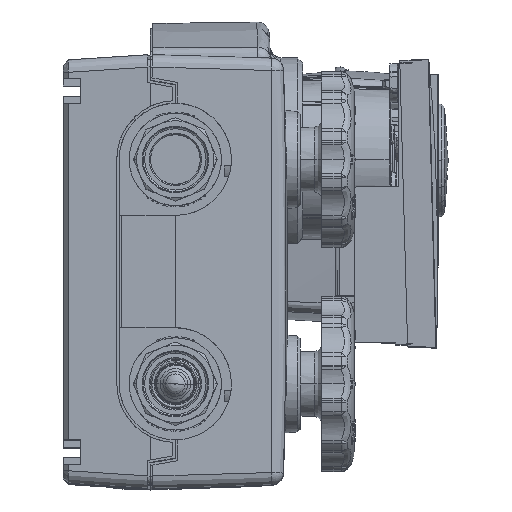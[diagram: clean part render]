
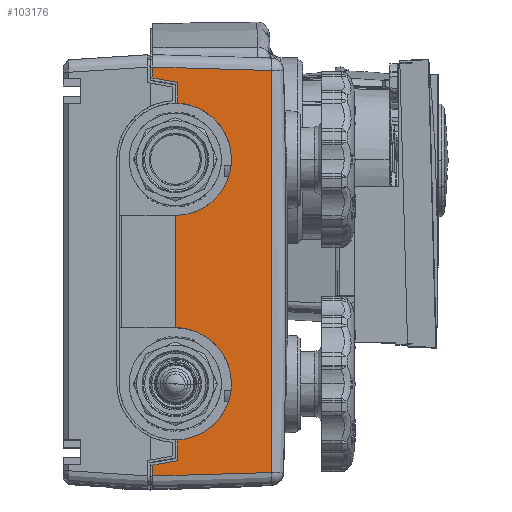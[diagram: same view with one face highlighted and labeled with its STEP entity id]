
A CAD part, top view. The second image highlights one B-rep face of the part: STEP entity #103176.
In plain terms, the highlighted planar face has unit normal (0.035, 0, 0.999).
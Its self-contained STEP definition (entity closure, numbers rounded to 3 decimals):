
#103071=AXIS2_PLACEMENT_3D('Plane Axis2P3D',#103068,#103069,#103070) ;
#100605=CARTESIAN_POINT('Vertex',(-9.,77.602,153.914)) ;
#100608=CARTESIAN_POINT('Line Origine',(-9.,79.798,153.914)) ;
#100612=CARTESIAN_POINT('Vertex',(-9.,81.993,153.914)) ;
#100892=CARTESIAN_POINT('Vertex',(-9.,-81.993,153.914)) ;
#100895=CARTESIAN_POINT('Line Origine',(-9.,-79.797,153.914)) ;
#100899=CARTESIAN_POINT('Vertex',(-9.,-77.602,153.914)) ;
#103053=CARTESIAN_POINT('Vertex',(1.,75.839,153.565)) ;
#103056=CARTESIAN_POINT('Line Origine',(-4.,76.721,153.74)) ;
#103068=CARTESIAN_POINT('Axis2P3D Location',(0.,0.,153.6)) ;
#103073=CARTESIAN_POINT('Line Origine',(1.,0.,153.565)) ;
#103077=CARTESIAN_POINT('Vertex',(1.,-75.839,153.565)) ;
#103079=CARTESIAN_POINT('Vertex',(1.,-67.478,153.565)) ;
#103083=CARTESIAN_POINT('Control Point',(-9.,-77.602,153.914)) ;
#103084=CARTESIAN_POINT('Control Point',(1.,-75.839,153.565)) ;
#103087=CARTESIAN_POINT('Control Point',(-9.,-81.993,153.914)) ;
#103088=CARTESIAN_POINT('Control Point',(6.855,-81.849,153.361)) ;
#103089=CARTESIAN_POINT('Control Point',(22.709,-81.39,152.807)) ;
#103090=CARTESIAN_POINT('Control Point',(38.545,-80.615,152.254)) ;
#103091=CARTESIAN_POINT('Vertex',(38.545,-80.615,152.254)) ;
#103095=CARTESIAN_POINT('Control Point',(38.545,-80.615,152.254)) ;
#103096=CARTESIAN_POINT('Control Point',(40.717,-26.901,152.178)) ;
#103097=CARTESIAN_POINT('Control Point',(40.717,26.901,152.178)) ;
#103098=CARTESIAN_POINT('Control Point',(38.545,80.615,152.254)) ;
#103099=CARTESIAN_POINT('Vertex',(38.545,80.615,152.254)) ;
#103103=CARTESIAN_POINT('Control Point',(38.545,80.615,152.254)) ;
#103104=CARTESIAN_POINT('Control Point',(22.708,81.39,152.807)) ;
#103105=CARTESIAN_POINT('Control Point',(6.854,81.849,153.361)) ;
#103106=CARTESIAN_POINT('Control Point',(-9.,81.993,153.914)) ;
#103108=CARTESIAN_POINT('Line Origine',(1.,0.,153.565)) ;
#103112=CARTESIAN_POINT('Vertex',(1.,67.478,153.565)) ;
#103116=CARTESIAN_POINT('Control Point',(22.5,45.,152.814)) ;
#103117=CARTESIAN_POINT('Control Point',(22.5,51.871,152.814)) ;
#103118=CARTESIAN_POINT('Control Point',(19.884,58.747,152.906)) ;
#103119=CARTESIAN_POINT('Control Point',(14.608,64.258,153.09)) ;
#103120=CARTESIAN_POINT('Control Point',(7.86,67.173,153.326)) ;
#103121=CARTESIAN_POINT('Control Point',(1.,67.478,153.565)) ;
#103122=CARTESIAN_POINT('Vertex',(22.5,45.,152.814)) ;
#103126=CARTESIAN_POINT('Control Point',(0.,22.5,153.6)) ;
#103127=CARTESIAN_POINT('Control Point',(7.066,22.5,153.353)) ;
#103128=CARTESIAN_POINT('Control Point',(14.139,25.266,153.106)) ;
#103129=CARTESIAN_POINT('Control Point',(19.73,30.852,152.911)) ;
#103130=CARTESIAN_POINT('Control Point',(22.5,37.929,152.814)) ;
#103131=CARTESIAN_POINT('Control Point',(22.5,45.,152.814)) ;
#103132=CARTESIAN_POINT('Vertex',(0.,22.5,153.6)) ;
#103135=CARTESIAN_POINT('Line Origine',(0.,0.,153.6)) ;
#103139=CARTESIAN_POINT('Vertex',(0.,-22.5,153.6)) ;
#103143=CARTESIAN_POINT('Control Point',(22.5,-45.,152.814)) ;
#103144=CARTESIAN_POINT('Control Point',(22.5,-37.929,152.814)) ;
#103145=CARTESIAN_POINT('Control Point',(19.73,-30.851,152.911)) ;
#103146=CARTESIAN_POINT('Control Point',(14.139,-25.266,153.106)) ;
#103147=CARTESIAN_POINT('Control Point',(7.066,-22.5,153.353)) ;
#103148=CARTESIAN_POINT('Control Point',(0.,-22.5,153.6)) ;
#103149=CARTESIAN_POINT('Vertex',(22.5,-45.,152.814)) ;
#103153=CARTESIAN_POINT('Control Point',(1.,-67.478,153.565)) ;
#103154=CARTESIAN_POINT('Control Point',(7.86,-67.173,153.326)) ;
#103155=CARTESIAN_POINT('Control Point',(14.608,-64.258,153.09)) ;
#103156=CARTESIAN_POINT('Control Point',(19.884,-58.747,152.906)) ;
#103157=CARTESIAN_POINT('Control Point',(22.5,-51.871,152.814)) ;
#103158=CARTESIAN_POINT('Control Point',(22.5,-45.,152.814)) ;
#100609=DIRECTION('Vector Direction',(0.,-1.,0.)) ;
#100896=DIRECTION('Vector Direction',(0.,1.,0.)) ;
#103057=DIRECTION('Vector Direction',(0.984,-0.174,-0.034)) ;
#103069=DIRECTION('Axis2P3D Direction',(0.035,0.,0.999)) ;
#103070=DIRECTION('Axis2P3D XDirection',(0.,-1.,0.)) ;
#103074=DIRECTION('Vector Direction',(0.,-1.,0.)) ;
#103109=DIRECTION('Vector Direction',(0.,-1.,0.)) ;
#103136=DIRECTION('Vector Direction',(0.,-1.,0.)) ;
#100610=VECTOR('Line Direction',#100609,1.) ;
#100897=VECTOR('Line Direction',#100896,1.) ;
#103058=VECTOR('Line Direction',#103057,1.) ;
#103075=VECTOR('Line Direction',#103074,1.) ;
#103110=VECTOR('Line Direction',#103109,1.) ;
#103137=VECTOR('Line Direction',#103136,1.) ;
#103161=ORIENTED_EDGE('',*,*,#103081,.F.) ;
#103162=ORIENTED_EDGE('',*,*,#103085,.F.) ;
#103163=ORIENTED_EDGE('',*,*,#100901,.F.) ;
#103164=ORIENTED_EDGE('',*,*,#103093,.F.) ;
#103165=ORIENTED_EDGE('',*,*,#103101,.F.) ;
#103166=ORIENTED_EDGE('',*,*,#103107,.F.) ;
#103167=ORIENTED_EDGE('',*,*,#100614,.T.) ;
#103168=ORIENTED_EDGE('',*,*,#103060,.T.) ;
#103169=ORIENTED_EDGE('',*,*,#103114,.F.) ;
#103170=ORIENTED_EDGE('',*,*,#103124,.F.) ;
#103171=ORIENTED_EDGE('',*,*,#103134,.F.) ;
#103172=ORIENTED_EDGE('',*,*,#103141,.F.) ;
#103173=ORIENTED_EDGE('',*,*,#103151,.F.) ;
#103174=ORIENTED_EDGE('',*,*,#103159,.F.) ;
#103176=ADVANCED_FACE('PartBody',(#103175),#103072,.T.) ;
#103082=B_SPLINE_CURVE_WITH_KNOTS('',1,(#103083,#103084),.UNSPECIFIED.,.F.,.U.,(2,2),(-5.08,5.08),.UNSPECIFIED.) ;
#103086=B_SPLINE_CURVE_WITH_KNOTS('',3,(#103087,#103088,#103089,#103090),.UNSPECIFIED.,.F.,.U.,(4,4),(17.016,84.464),.UNSPECIFIED.) ;
#103094=B_SPLINE_CURVE_WITH_KNOTS('',3,(#103095,#103096,#103097,#103098),.UNSPECIFIED.,.F.,.U.,(4,4),(54.97,283.332),.UNSPECIFIED.) ;
#103102=B_SPLINE_CURVE_WITH_KNOTS('',3,(#103103,#103104,#103105,#103106),.UNSPECIFIED.,.F.,.U.,(4,4),(24.965,92.412),.UNSPECIFIED.) ;
#103115=B_SPLINE_CURVE_WITH_KNOTS('',5,(#103116,#103117,#103118,#103119,#103120,#103121),.UNSPECIFIED.,.F.,.U.,(6,6),(0.,48.582),.UNSPECIFIED.) ;
#103125=B_SPLINE_CURVE_WITH_KNOTS('',5,(#103126,#103127,#103128,#103129,#103130,#103131),.UNSPECIFIED.,.F.,.U.,(6,6),(0.,49.997),.UNSPECIFIED.) ;
#103142=B_SPLINE_CURVE_WITH_KNOTS('',5,(#103143,#103144,#103145,#103146,#103147,#103148),.UNSPECIFIED.,.F.,.U.,(6,6),(0.,49.997),.UNSPECIFIED.) ;
#103152=B_SPLINE_CURVE_WITH_KNOTS('',5,(#103153,#103154,#103155,#103156,#103157,#103158),.UNSPECIFIED.,.F.,.U.,(6,6),(1.416,49.997),.UNSPECIFIED.) ;
#100614=EDGE_CURVE('',#100613,#100606,#100611,.T.) ;
#100901=EDGE_CURVE('',#100893,#100900,#100898,.T.) ;
#103060=EDGE_CURVE('',#100606,#103054,#103059,.T.) ;
#103081=EDGE_CURVE('',#103078,#103080,#103076,.F.) ;
#103085=EDGE_CURVE('',#100900,#103078,#103082,.T.) ;
#103093=EDGE_CURVE('',#103092,#100893,#103086,.F.) ;
#103101=EDGE_CURVE('',#103100,#103092,#103094,.F.) ;
#103107=EDGE_CURVE('',#100613,#103100,#103102,.F.) ;
#103114=EDGE_CURVE('',#103113,#103054,#103111,.F.) ;
#103124=EDGE_CURVE('',#103123,#103113,#103115,.T.) ;
#103134=EDGE_CURVE('',#103133,#103123,#103125,.T.) ;
#103141=EDGE_CURVE('',#103140,#103133,#103138,.F.) ;
#103151=EDGE_CURVE('',#103150,#103140,#103142,.T.) ;
#103159=EDGE_CURVE('',#103080,#103150,#103152,.T.) ;
#103160=EDGE_LOOP('',(#103161,#103162,#103163,#103164,#103165,#103166,#103167,#103168,#103169,#103170,#103171,#103172,#103173,#103174)) ;
#103175=FACE_OUTER_BOUND('',#103160,.T.) ;
#100611=LINE('Line',#100608,#100610) ;
#100898=LINE('Line',#100895,#100897) ;
#103059=LINE('Line',#103056,#103058) ;
#103076=LINE('Line',#103073,#103075) ;
#103111=LINE('Line',#103108,#103110) ;
#103138=LINE('Line',#103135,#103137) ;
#103072=PLANE('',#103071) ;
#100606=VERTEX_POINT('',#100605) ;
#100613=VERTEX_POINT('',#100612) ;
#100893=VERTEX_POINT('',#100892) ;
#100900=VERTEX_POINT('',#100899) ;
#103054=VERTEX_POINT('',#103053) ;
#103078=VERTEX_POINT('',#103077) ;
#103080=VERTEX_POINT('',#103079) ;
#103092=VERTEX_POINT('',#103091) ;
#103100=VERTEX_POINT('',#103099) ;
#103113=VERTEX_POINT('',#103112) ;
#103123=VERTEX_POINT('',#103122) ;
#103133=VERTEX_POINT('',#103132) ;
#103140=VERTEX_POINT('',#103139) ;
#103150=VERTEX_POINT('',#103149) ;
